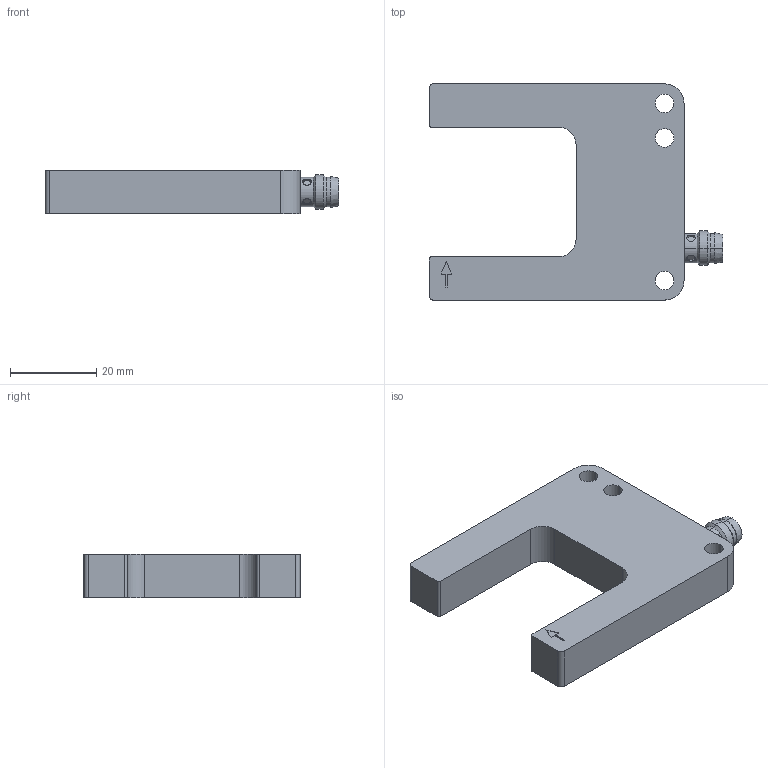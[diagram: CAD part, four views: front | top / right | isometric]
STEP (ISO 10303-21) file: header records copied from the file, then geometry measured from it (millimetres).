
FILE_DESCRIPTION (( 'STEP AP214' ), '1' );
FILE_NAME ('PSUL-0P-4F.step', '2016-07-18T16:18:13', ( '' ), ( '' ), 'SwSTEP 2.0', 'SolidWorks 2016', '' );
FILE_SCHEMA (( 'AUTOMOTIVE_DESIGN' ));
Length unit declared in the file: inch
Products named in the file (1): PSUL-0P-4F
Bounding box: 68 x 50 x 10 mm (x, y, z)
Volume: 19044.7 mm3; surface area: 7279.7 mm2
Topology: 1 solids, 1 shells, 83 faces, 193 edges, 126 vertices
Faces by surface type: cylinder 42, plane 35, cone 6
Entity records: 2555 total; most frequent: CARTESIAN_POINT 539, DIRECTION 433, ORIENTED_EDGE 386, EDGE_CURVE 193, AXIS2_PLACEMENT_3D 164, VERTEX_POINT 126, VECTOR 105, LINE 105
